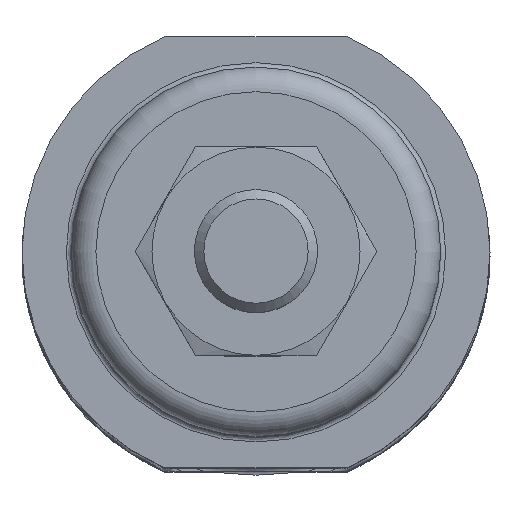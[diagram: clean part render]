
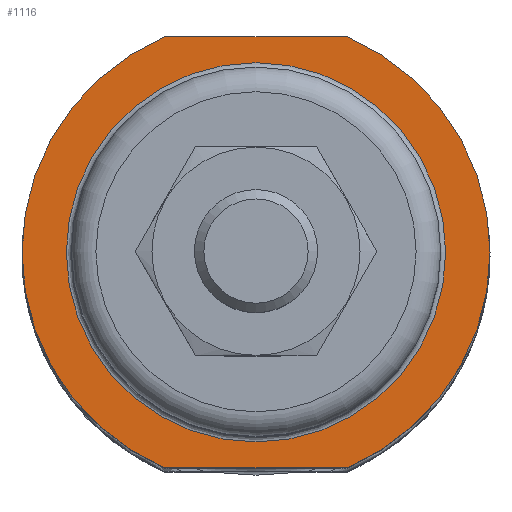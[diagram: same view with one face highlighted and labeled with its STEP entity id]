
A CAD part, top view. The second image highlights one B-rep face of the part: STEP entity #1116.
In plain terms, the highlighted planar face has unit normal (0, 0, 1).
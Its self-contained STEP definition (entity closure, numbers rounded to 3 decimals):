
#50=PLANE('',#1245);
#92=LINE('',#1846,#132);
#93=LINE('',#1851,#133);
#132=VECTOR('',#1425,1000.);
#133=VECTOR('',#1428,1000.);
#256=ORIENTED_EDGE('',*,*,#548,.T.);
#257=ORIENTED_EDGE('',*,*,#549,.F.);
#258=ORIENTED_EDGE('',*,*,#550,.T.);
#259=ORIENTED_EDGE('',*,*,#551,.F.);
#260=ORIENTED_EDGE('',*,*,#552,.T.);
#548=EDGE_CURVE('',#692,#693,#92,.T.);
#549=EDGE_CURVE('',#694,#693,#790,.T.);
#550=EDGE_CURVE('',#694,#695,#93,.T.);
#551=EDGE_CURVE('',#692,#695,#791,.T.);
#552=EDGE_CURVE('',#696,#696,#792,.T.);
#692=VERTEX_POINT('',#1847);
#693=VERTEX_POINT('',#1848);
#694=VERTEX_POINT('',#1850);
#695=VERTEX_POINT('',#1852);
#696=VERTEX_POINT('',#1855);
#790=CIRCLE('',#1246,19.);
#791=CIRCLE('',#1247,19.);
#792=CIRCLE('',#1248,15.4);
#852=EDGE_LOOP('',(#256,#257,#258,#259));
#853=EDGE_LOOP('',(#260));
#976=FACE_BOUND('',#852,.T.);
#977=FACE_BOUND('',#853,.T.);
#1116=ADVANCED_FACE('',(#976,#977),#50,.F.);
#1245=AXIS2_PLACEMENT_3D('',#1845,#1423,#1424);
#1246=AXIS2_PLACEMENT_3D('',#1849,#1426,#1427);
#1247=AXIS2_PLACEMENT_3D('',#1853,#1429,#1430);
#1248=AXIS2_PLACEMENT_3D('',#1854,#1431,#1432);
#1423=DIRECTION('',(0.,0.,-1.));
#1424=DIRECTION('',(-1.,0.,0.));
#1425=DIRECTION('',(-1.,0.,0.));
#1426=DIRECTION('',(0.,0.,-1.));
#1427=DIRECTION('',(-1.,0.,0.));
#1428=DIRECTION('',(1.,0.,0.));
#1429=DIRECTION('',(0.,0.,-1.));
#1430=DIRECTION('',(-1.,0.,0.));
#1431=DIRECTION('',(0.,0.,-1.));
#1432=DIRECTION('',(0.,1.,0.));
#1845=CARTESIAN_POINT('',(0.,0.,0.));
#1846=CARTESIAN_POINT('',(20.,17.5,0.));
#1847=CARTESIAN_POINT('',(7.399,17.5,0.));
#1848=CARTESIAN_POINT('',(-7.399,17.5,0.));
#1849=CARTESIAN_POINT('',(0.,0.,0.));
#1850=CARTESIAN_POINT('',(-7.399,-17.5,0.));
#1851=CARTESIAN_POINT('',(-20.,-17.5,0.));
#1852=CARTESIAN_POINT('',(7.399,-17.5,0.));
#1853=CARTESIAN_POINT('',(0.,0.,0.));
#1854=CARTESIAN_POINT('',(0.,0.,0.));
#1855=CARTESIAN_POINT('',(0.,15.4,0.));
